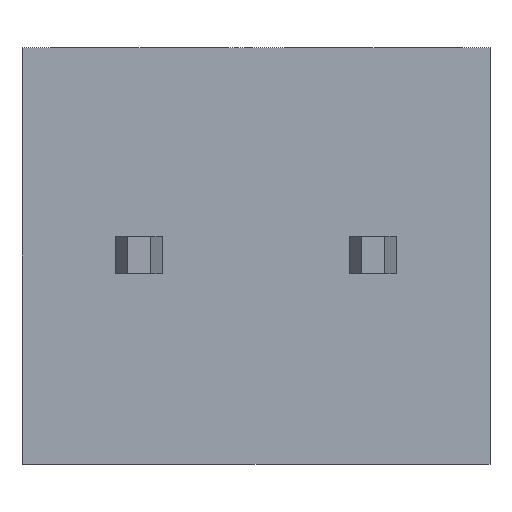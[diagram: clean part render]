
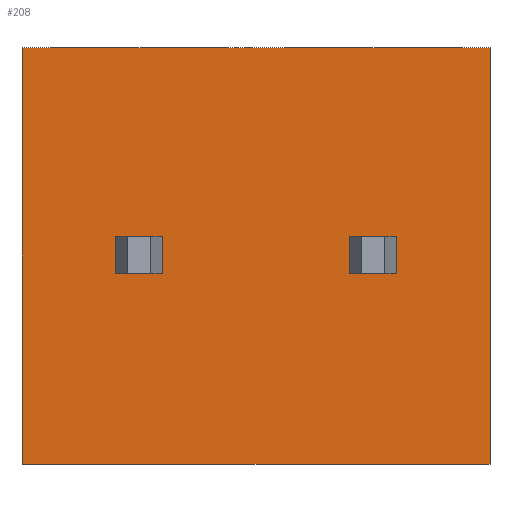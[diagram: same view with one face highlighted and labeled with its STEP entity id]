
A CAD part, front view. The second image highlights one B-rep face of the part: STEP entity #208.
In plain terms, the highlighted planar face has unit normal (0, -1, 0).
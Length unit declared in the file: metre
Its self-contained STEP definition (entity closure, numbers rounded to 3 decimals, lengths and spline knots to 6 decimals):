
#208=ADVANCED_FACE('',(#447,#448,#449),#450,.T.);
#447=FACE_BOUND('',#712,.T.);
#448=FACE_BOUND('',#713,.T.);
#449=FACE_OUTER_BOUND('',#714,.T.);
#450=PLANE('',#715);
#712=EDGE_LOOP('',(#1276,#1277,#1278,#1279));
#713=EDGE_LOOP('',(#1280,#1281,#1282,#1283));
#714=EDGE_LOOP('',(#1284,#1285,#1286,#1287));
#715=AXIS2_PLACEMENT_3D('',#1288,#1289,#1290);
#1276=ORIENTED_EDGE('',*,*,#1705,.F.);
#1277=ORIENTED_EDGE('',*,*,#1695,.T.);
#1278=ORIENTED_EDGE('',*,*,#1627,.F.);
#1279=ORIENTED_EDGE('',*,*,#1669,.F.);
#1280=ORIENTED_EDGE('',*,*,#1763,.F.);
#1281=ORIENTED_EDGE('',*,*,#1764,.T.);
#1282=ORIENTED_EDGE('',*,*,#1765,.F.);
#1283=ORIENTED_EDGE('',*,*,#1766,.F.);
#1284=ORIENTED_EDGE('',*,*,#1735,.F.);
#1285=ORIENTED_EDGE('',*,*,#1580,.T.);
#1286=ORIENTED_EDGE('',*,*,#1760,.T.);
#1287=ORIENTED_EDGE('',*,*,#1767,.F.);
#1288=CARTESIAN_POINT('',(0.078088,0.,0.093065));
#1289=DIRECTION('',(0.0,-1.0,0.0));
#1290=DIRECTION('',(0.0,0.0,-1.0));
#1580=EDGE_CURVE('',#1891,#1889,#1892,.T.);
#1627=EDGE_CURVE('',#1970,#1972,#1973,.T.);
#1669=EDGE_CURVE('',#2040,#1970,#2042,.T.);
#1695=EDGE_CURVE('',#2079,#1972,#2080,.T.);
#1705=EDGE_CURVE('',#2079,#2040,#2094,.T.);
#1735=EDGE_CURVE('',#1891,#2126,#2127,.T.);
#1760=EDGE_CURVE('',#1889,#2162,#2163,.T.);
#1763=EDGE_CURVE('',#2166,#2167,#2168,.T.);
#1764=EDGE_CURVE('',#2166,#2169,#2170,.T.);
#1765=EDGE_CURVE('',#2171,#2169,#2172,.T.);
#1766=EDGE_CURVE('',#2167,#2171,#2173,.T.);
#1767=EDGE_CURVE('',#2126,#2162,#2174,.T.);
#1889=VERTEX_POINT('',#2337);
#1891=VERTEX_POINT('',#2340);
#1892=LINE('',#2341,#2342);
#1970=VERTEX_POINT('',#2448);
#1972=VERTEX_POINT('',#2451);
#1973=LINE('',#2452,#2453);
#2040=VERTEX_POINT('',#2546);
#2042=LINE('',#2549,#2550);
#2079=VERTEX_POINT('',#2603);
#2080=LINE('',#2604,#2605);
#2094=LINE('',#2625,#2626);
#2126=VERTEX_POINT('',#2672);
#2127=LINE('',#2673,#2674);
#2162=VERTEX_POINT('',#2724);
#2163=LINE('',#2725,#2726);
#2166=VERTEX_POINT('',#2730);
#2167=VERTEX_POINT('',#2731);
#2168=LINE('',#2732,#2733);
#2169=VERTEX_POINT('',#2734);
#2170=LINE('',#2735,#2736);
#2171=VERTEX_POINT('',#2737);
#2172=LINE('',#2738,#2739);
#2173=LINE('',#2740,#2741);
#2174=LINE('',#2742,#2743);
#2337=CARTESIAN_POINT('',(0.095,0.,0.1));
#2340=CARTESIAN_POINT('',(0.095,0.,0.091102));
#2341=CARTESIAN_POINT('',(0.095,0.,0.093065));
#2342=VECTOR('',#2914,1.0);
#2448=CARTESIAN_POINT('',(0.093,0.,0.095969));
#2451=CARTESIAN_POINT('',(0.092,0.,0.095969));
#2452=CARTESIAN_POINT('',(0.0925,0.,0.095969));
#2453=VECTOR('',#2965,1.0);
#2546=CARTESIAN_POINT('',(0.093,0.,0.095169));
#2549=CARTESIAN_POINT('',(0.093,0.,0.094869));
#2550=VECTOR('',#3008,1.0);
#2603=CARTESIAN_POINT('',(0.092,0.,0.095169));
#2604=CARTESIAN_POINT('',(0.092,0.,0.094869));
#2605=VECTOR('',#3031,1.0);
#2625=CARTESIAN_POINT('',(0.0925,0.,0.095169));
#2626=VECTOR('',#3038,1.0);
#2672=CARTESIAN_POINT('',(0.085,0.0,0.091102));
#2673=CARTESIAN_POINT('',(0.080235,0.0,0.091102));
#2674=VECTOR('',#3062,1.0);
#2724=CARTESIAN_POINT('',(0.085,0.,0.1));
#2725=CARTESIAN_POINT('',(0.084502,0.0,0.1));
#2726=VECTOR('',#3087,1.0);
#2730=CARTESIAN_POINT('',(0.087,0.,0.095169));
#2731=CARTESIAN_POINT('',(0.088,0.,0.095169));
#2732=CARTESIAN_POINT('',(0.0875,0.,0.095169));
#2733=VECTOR('',#3089,1.0);
#2734=CARTESIAN_POINT('',(0.087,0.,0.095969));
#2735=CARTESIAN_POINT('',(0.087,0.,0.094869));
#2736=VECTOR('',#3090,1.0);
#2737=CARTESIAN_POINT('',(0.088,0.,0.095969));
#2738=CARTESIAN_POINT('',(0.0875,0.,0.095969));
#2739=VECTOR('',#3091,1.0);
#2740=CARTESIAN_POINT('',(0.088,0.,0.094869));
#2741=VECTOR('',#3092,1.0);
#2742=CARTESIAN_POINT('',(0.085,0.,0.093065));
#2743=VECTOR('',#3093,1.0);
#2914=DIRECTION('',(-0.0,0.0,1.0));
#2965=DIRECTION('',(-1.0,0.0,0.));
#3008=DIRECTION('',(0.,0.0,1.0));
#3031=DIRECTION('',(0.,0.0,1.0));
#3038=DIRECTION('',(1.0,0.0,0.));
#3062=DIRECTION('',(-1.0,0.0,0.0));
#3087=DIRECTION('',(-1.0,0.0,0.0));
#3089=DIRECTION('',(1.0,0.0,0.));
#3090=DIRECTION('',(0.,0.0,1.0));
#3091=DIRECTION('',(-1.0,0.0,0.));
#3092=DIRECTION('',(0.,0.0,1.0));
#3093=DIRECTION('',(-0.0,0.0,1.0));
